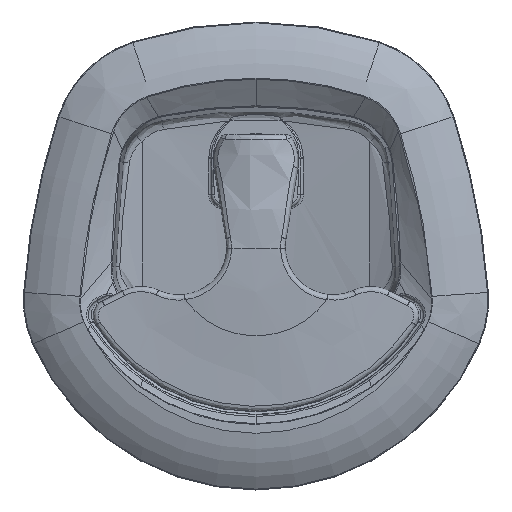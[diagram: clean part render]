
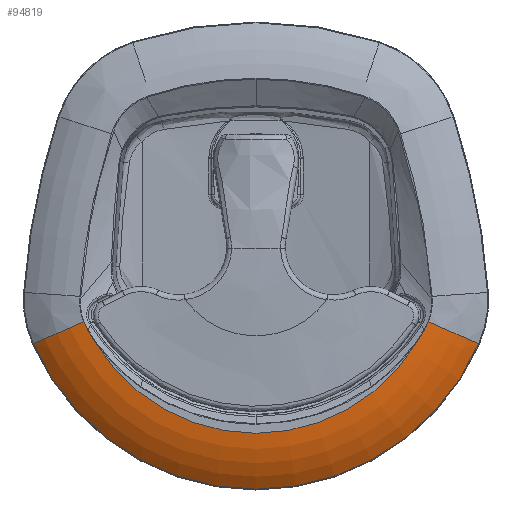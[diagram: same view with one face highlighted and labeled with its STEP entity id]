
A CAD part, top view. The second image highlights one B-rep face of the part: STEP entity #94819.
In plain terms, the highlighted toroidal (fillet/blend) face has major radius 52.75 mm and minor radius 33.299 mm.
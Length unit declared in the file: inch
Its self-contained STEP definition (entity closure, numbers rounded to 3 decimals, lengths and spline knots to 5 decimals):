
#2952=B_SPLINE_CURVE_WITH_KNOTS('',3,(#177181,#177182,#177183,#177184),
 .UNSPECIFIED.,.F.,.F.,(4,4),(-0.06578,-0.06501),
 .UNSPECIFIED.);
#2953=B_SPLINE_CURVE_WITH_KNOTS('',3,(#177186,#177187,#177188,#177189,#177190,
#177191,#177192,#177193,#177194,#177195),.UNSPECIFIED.,.F.,.F.,(4,3,3,4),
(-0.28278,-0.16722,-0.13949,0.),
 .UNSPECIFIED.);
#2954=B_SPLINE_CURVE_WITH_KNOTS('',3,(#177197,#177198,#177199,#177200,#177201,
#177202,#177203,#177204),.UNSPECIFIED.,.F.,.F.,(4,2,2,4),(-0.48689,
-0.40286,-0.19937,0.),.UNSPECIFIED.);
#2955=B_SPLINE_CURVE_WITH_KNOTS('',3,(#177208,#177209,#177210,#177211,#177212,
#177213,#177214,#177215,#177216,#177217,#177218,#177219,#177220),
 .UNSPECIFIED.,.F.,.F.,(4,3,3,3,4),(-0.27809,-0.20794,
-0.1378,-0.04456,0.),.UNSPECIFIED.);
#2956=B_SPLINE_CURVE_WITH_KNOTS('',3,(#177222,#177223,#177224,#177225,#177226,
#177227,#177228,#177229,#177230,#177231,#177232,#177233,#177234),
 .UNSPECIFIED.,.F.,.F.,(4,3,3,3,4),(-0.28318,-0.14587,
-0.13799,-0.02274,0.),.UNSPECIFIED.);
#2957=B_SPLINE_CURVE_WITH_KNOTS('',3,(#177236,#177237,#177238,#177239),
 .UNSPECIFIED.,.F.,.F.,(4,4),(-0.00077,0.),.UNSPECIFIED.);
#5643=TOROIDAL_SURFACE('',#101669,2.07678,1.311);
#13011=FACE_OUTER_BOUND('',#18539,.T.);
#18539=EDGE_LOOP('',(#78273,#78274,#78275,#78276,#78277,#78278,#78279,#78280,
#78281,#78282));
#35513=CIRCLE('',#101670,1.311);
#35514=CIRCLE('',#101671,2.22334);
#35515=CIRCLE('',#101672,1.311);
#35516=CIRCLE('',#101673,2.88572);
#42747=VERTEX_POINT('',#177177);
#42748=VERTEX_POINT('',#177178);
#42749=VERTEX_POINT('',#177180);
#42750=VERTEX_POINT('',#177185);
#42751=VERTEX_POINT('',#177196);
#42752=VERTEX_POINT('',#177205);
#42753=VERTEX_POINT('',#177207);
#42754=VERTEX_POINT('',#177221);
#42755=VERTEX_POINT('',#177235);
#42756=VERTEX_POINT('',#177240);
#54944=EDGE_CURVE('',#42747,#42748,#35513,.T.);
#54945=EDGE_CURVE('',#42749,#42748,#2952,.T.);
#54946=EDGE_CURVE('',#42750,#42749,#2953,.T.);
#54947=EDGE_CURVE('',#42751,#42750,#2954,.T.);
#54948=EDGE_CURVE('',#42751,#42752,#35514,.T.);
#54949=EDGE_CURVE('',#42753,#42752,#2955,.T.);
#54950=EDGE_CURVE('',#42754,#42753,#2956,.T.);
#54951=EDGE_CURVE('',#42755,#42754,#2957,.T.);
#54952=EDGE_CURVE('',#42756,#42755,#35515,.T.);
#54953=EDGE_CURVE('',#42747,#42756,#35516,.T.);
#78273=ORIENTED_EDGE('',*,*,#54944,.T.);
#78274=ORIENTED_EDGE('',*,*,#54945,.F.);
#78275=ORIENTED_EDGE('',*,*,#54946,.F.);
#78276=ORIENTED_EDGE('',*,*,#54947,.F.);
#78277=ORIENTED_EDGE('',*,*,#54948,.T.);
#78278=ORIENTED_EDGE('',*,*,#54949,.F.);
#78279=ORIENTED_EDGE('',*,*,#54950,.F.);
#78280=ORIENTED_EDGE('',*,*,#54951,.F.);
#78281=ORIENTED_EDGE('',*,*,#54952,.F.);
#78282=ORIENTED_EDGE('',*,*,#54953,.F.);
#94819=ADVANCED_FACE('',(#13011),#5643,.T.);
#101669=AXIS2_PLACEMENT_3D('',#177176,#119911,#119912);
#101670=AXIS2_PLACEMENT_3D('',#177179,#119913,#119914);
#101671=AXIS2_PLACEMENT_3D('',#177206,#119915,#119916);
#101672=AXIS2_PLACEMENT_3D('',#177241,#119917,#119918);
#101673=AXIS2_PLACEMENT_3D('',#177242,#119919,#119920);
#119911=DIRECTION('center_axis',(0.,0.,1.));
#119912=DIRECTION('ref_axis',(1.,0.,0.));
#119913=DIRECTION('center_axis',(-0.402,-0.915,
0.));
#119914=DIRECTION('ref_axis',(0.572,-0.251,0.781));
#119915=DIRECTION('center_axis',(0.,0.,-1.));
#119916=DIRECTION('ref_axis',(0.915,-0.402,0.));
#119917=DIRECTION('center_axis',(-0.402,0.915,0.));
#119918=DIRECTION('ref_axis',(-0.572,-0.251,0.781));
#119919=DIRECTION('center_axis',(0.,0.,-1.));
#119920=DIRECTION('ref_axis',(0.,-1.,0.));
#177176=CARTESIAN_POINT('Origin',(0.,1.3923,-1.02378));
#177177=CARTESIAN_POINT('',(2.64182,0.23119,0.00788));
#177178=CARTESIAN_POINT('',(2.04543,0.49331,0.27772));
#177179=CARTESIAN_POINT('Origin',(1.90125,0.55668,-1.02378));
#177180=CARTESIAN_POINT('',(2.04532,0.49302,0.27772));
#177181=CARTESIAN_POINT('Ctrl Pts',(2.04532,0.49302,
0.27772));
#177182=CARTESIAN_POINT('Ctrl Pts',(2.04536,0.49312,
0.27772));
#177183=CARTESIAN_POINT('Ctrl Pts',(2.0454,0.49321,0.27772));
#177184=CARTESIAN_POINT('Ctrl Pts',(2.04543,0.49331,
0.27772));
#177185=CARTESIAN_POINT('',(1.99625,0.39338,0.27797));
#177186=CARTESIAN_POINT('Ctrl Pts',(1.99625,0.39338,
0.27797));
#177187=CARTESIAN_POINT('Ctrl Pts',(2.00388,0.40651,
0.27786));
#177188=CARTESIAN_POINT('Ctrl Pts',(2.0111,0.41977,
0.27777));
#177189=CARTESIAN_POINT('Ctrl Pts',(2.01796,0.43325,0.27773));
#177190=CARTESIAN_POINT('Ctrl Pts',(2.01961,0.43649,
0.27771));
#177191=CARTESIAN_POINT('Ctrl Pts',(2.02124,0.43974,
0.2777));
#177192=CARTESIAN_POINT('Ctrl Pts',(2.02284,0.44301,
0.2777));
#177193=CARTESIAN_POINT('Ctrl Pts',(2.03092,0.45943,
0.27766));
#177194=CARTESIAN_POINT('Ctrl Pts',(2.0384,0.47608,
0.27766));
#177195=CARTESIAN_POINT('Ctrl Pts',(2.04532,0.49302,
0.27772));
#177196=CARTESIAN_POINT('',(1.89648,0.23186,0.279));
#177197=CARTESIAN_POINT('Ctrl Pts',(1.89648,0.23186,
0.279));
#177198=CARTESIAN_POINT('Ctrl Pts',(1.90194,0.24079,
0.279));
#177199=CARTESIAN_POINT('Ctrl Pts',(1.9119,0.25636,
0.27894));
#177200=CARTESIAN_POINT('Ctrl Pts',(1.92416,0.27555,0.27885));
#177201=CARTESIAN_POINT('Ctrl Pts',(1.94228,0.30398,
0.27867));
#177202=CARTESIAN_POINT('Ctrl Pts',(1.96997,0.34885,0.27834));
#177203=CARTESIAN_POINT('Ctrl Pts',(1.98312,0.37075,
0.27816));
#177204=CARTESIAN_POINT('Ctrl Pts',(1.99625,0.39338,
0.27797));
#177205=CARTESIAN_POINT('',(-1.89648,0.23186,0.279));
#177206=CARTESIAN_POINT('Origin',(0.,1.3923,0.279));
#177207=CARTESIAN_POINT('',(-1.99625,0.39338,0.27797));
#177208=CARTESIAN_POINT('Ctrl Pts',(-1.99625,0.39338,
0.27797));
#177209=CARTESIAN_POINT('Ctrl Pts',(-1.98716,0.37771,
0.2781));
#177210=CARTESIAN_POINT('Ctrl Pts',(-1.97817,0.3626,
0.27822));
#177211=CARTESIAN_POINT('Ctrl Pts',(-1.96901,0.3475,
0.27834));
#177212=CARTESIAN_POINT('Ctrl Pts',(-1.95986,0.3324,
0.27846));
#177213=CARTESIAN_POINT('Ctrl Pts',(-1.95054,0.31732,
0.27857));
#177214=CARTESIAN_POINT('Ctrl Pts',(-1.94075,0.30175,
0.27868));
#177215=CARTESIAN_POINT('Ctrl Pts',(-1.92773,0.28105,
0.27882));
#177216=CARTESIAN_POINT('Ctrl Pts',(-1.91638,0.26343,
0.27891));
#177217=CARTESIAN_POINT('Ctrl Pts',(-1.90748,0.24942,
0.27896));
#177218=CARTESIAN_POINT('Ctrl Pts',(-1.90322,0.24272,
0.27899));
#177219=CARTESIAN_POINT('Ctrl Pts',(-1.89953,0.23685,
0.279));
#177220=CARTESIAN_POINT('Ctrl Pts',(-1.89648,0.23186,
0.279));
#177221=CARTESIAN_POINT('',(-2.04532,0.49302,0.27772));
#177222=CARTESIAN_POINT('Ctrl Pts',(-2.04532,0.49302,
0.27772));
#177223=CARTESIAN_POINT('Ctrl Pts',(-2.03851,0.47637,
0.27766));
#177224=CARTESIAN_POINT('Ctrl Pts',(-2.03117,0.46,
0.27766));
#177225=CARTESIAN_POINT('Ctrl Pts',(-2.02326,0.44385,
0.27769));
#177226=CARTESIAN_POINT('Ctrl Pts',(-2.0228,0.44292,
0.2777));
#177227=CARTESIAN_POINT('Ctrl Pts',(-2.02235,0.442,
0.2777));
#177228=CARTESIAN_POINT('Ctrl Pts',(-2.02189,0.44107,
0.2777));
#177229=CARTESIAN_POINT('Ctrl Pts',(-2.01519,0.42754,
0.27774));
#177230=CARTESIAN_POINT('Ctrl Pts',(-2.00814,0.41426,
0.27781));
#177231=CARTESIAN_POINT('Ctrl Pts',(-2.0007,0.40113,
0.27791));
#177232=CARTESIAN_POINT('Ctrl Pts',(-1.99923,0.39854,
0.27793));
#177233=CARTESIAN_POINT('Ctrl Pts',(-1.99775,0.39596,
0.27795));
#177234=CARTESIAN_POINT('Ctrl Pts',(-1.99625,0.39338,
0.27797));
#177235=CARTESIAN_POINT('',(-2.04543,0.49331,0.27772));
#177236=CARTESIAN_POINT('Ctrl Pts',(-2.04543,0.49331,
0.27772));
#177237=CARTESIAN_POINT('Ctrl Pts',(-2.0454,0.49321,
0.27772));
#177238=CARTESIAN_POINT('Ctrl Pts',(-2.04536,0.49312,
0.27772));
#177239=CARTESIAN_POINT('Ctrl Pts',(-2.04532,0.49302,
0.27772));
#177240=CARTESIAN_POINT('',(-2.64182,0.23119,0.00788));
#177241=CARTESIAN_POINT('Origin',(-1.90125,0.55668,-1.02378));
#177242=CARTESIAN_POINT('Origin',(0.,1.3923,0.00788));
